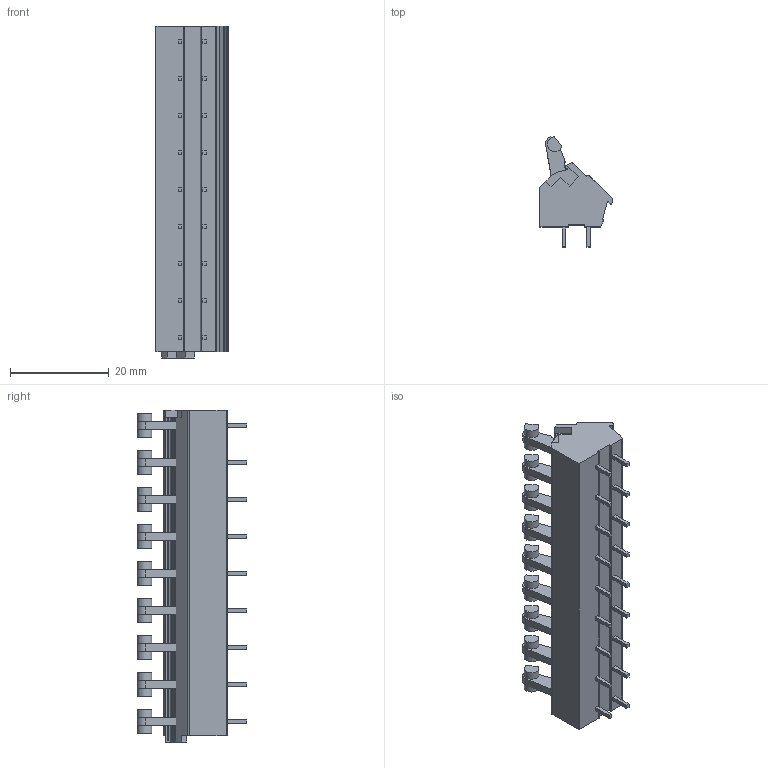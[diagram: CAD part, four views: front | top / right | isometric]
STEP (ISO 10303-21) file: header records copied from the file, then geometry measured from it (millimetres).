
FILE_DESCRIPTION((''),'2;1');
FILE_NAME('123','2024-10-15T10:31:11',('tluser'),(''),'CREO PARAMETRIC BY PTC INC, 2018100','CREO PARAMETRIC BY PTC INC, 2018100','');
FILE_SCHEMA(('CONFIG_CONTROL_DESIGN'));
Length unit declared in the file: millimetre
Products named in the file (1): 123
Bounding box: 15 x 22.27 x 67.3 mm (x, y, z)
Volume: 9098.3 mm3; surface area: 5080 mm2
Topology: 1 solids, 1 shells, 705 faces, 1767 edges, 1091 vertices
Faces by surface type: plane 321, cylinder 294, bspline 45, sphere 18, torus 18, cone 9
Entity records: 26281 total; most frequent: CARTESIAN_POINT 9577, ORIENTED_EDGE 3534, DIRECTION 3405, EDGE_CURVE 1767, AXIS2_PLACEMENT_3D 1140, VECTOR 1125, LINE 1125, VERTEX_POINT 1091
